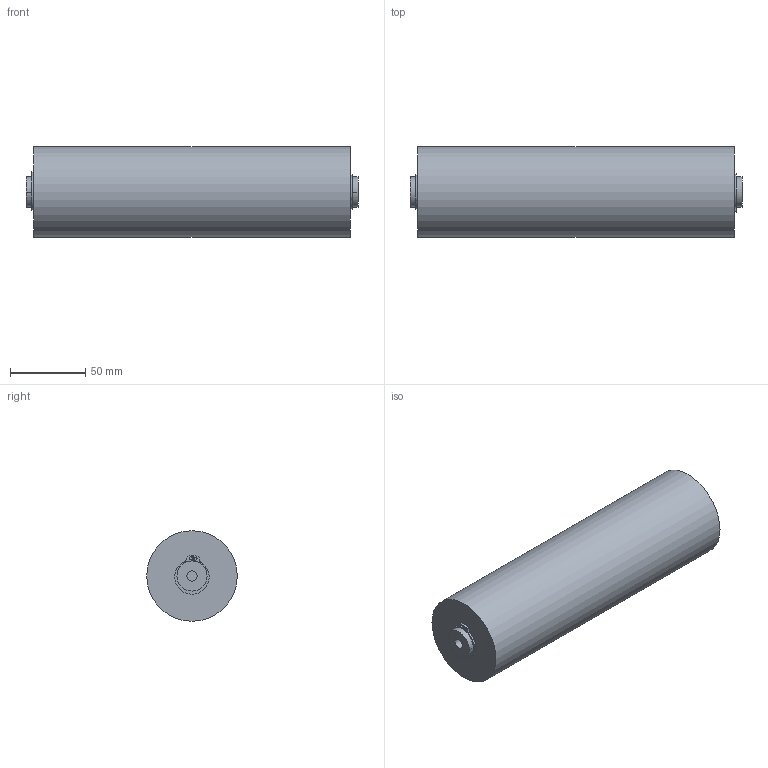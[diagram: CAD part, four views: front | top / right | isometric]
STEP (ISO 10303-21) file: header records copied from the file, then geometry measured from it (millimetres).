
FILE_DESCRIPTION (( 'STEP AP203' ), '1' );
FILE_NAME ('250729 STEP 3-400289-01_14994.STEP', '2025-07-29T08:46:32', ( '' ), ( '' ), 'SwSTEP 2.0', 'SolidWorks 2024', '' );
FILE_SCHEMA (( 'CONFIG_CONTROL_DESIGN' ));
Length unit declared in the file: millimetre
Products named in the file (1): 250729 STEP 3-400289-01_14994
Bounding box: 220 x 60 x 60 mm (x, y, z)
Volume: 596804.9 mm3; surface area: 46602.1 mm2
Topology: 1 solids, 1 shells, 52 faces, 141 edges, 95 vertices
Faces by surface type: cylinder 34, plane 18
Full cylindrical faces by diameter (mm): 6.8 x2, 60 x1
Entity records: 1736 total; most frequent: DIRECTION 317, CARTESIAN_POINT 280, ORIENTED_EDGE 270, EDGE_CURVE 135, AXIS2_PLACEMENT_3D 129, VERTEX_POINT 92, CIRCLE 76, EDGE_LOOP 67
